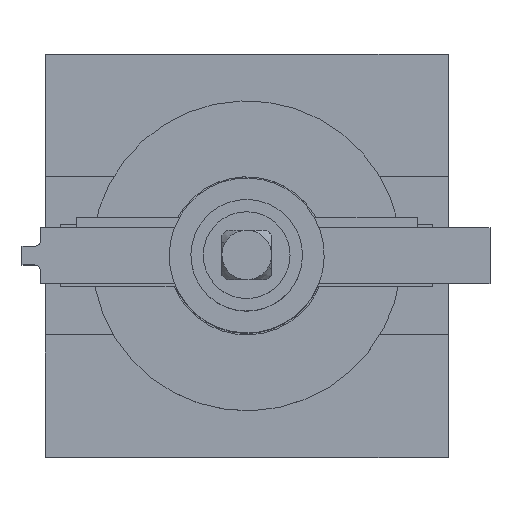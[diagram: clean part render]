
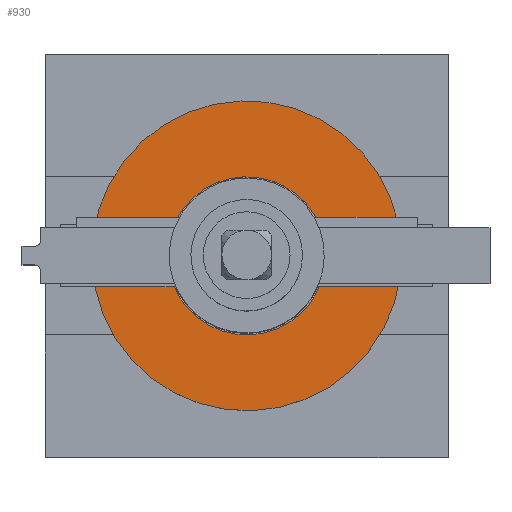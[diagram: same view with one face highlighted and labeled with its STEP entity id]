
A CAD part, top view. The second image highlights one B-rep face of the part: STEP entity #930.
In plain terms, the highlighted face is planar.
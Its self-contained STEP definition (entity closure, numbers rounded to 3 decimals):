
#812=CARTESIAN_POINT('Vertex',(0.,50.,0.)) ;
#817=CARTESIAN_POINT('Axis2P3D Location',(0.,0.,0.)) ;
#821=CARTESIAN_POINT('Vertex',(0.,-50.,0.)) ;
#843=CARTESIAN_POINT('Axis2P3D Location',(0.,0.,0.)) ;
#878=CARTESIAN_POINT('Vertex',(0.,25.5,0.)) ;
#881=CARTESIAN_POINT('Axis2P3D Location',(0.,0.,0.)) ;
#885=CARTESIAN_POINT('Vertex',(0.,-25.5,0.)) ;
#905=CARTESIAN_POINT('Axis2P3D Location',(0.,0.,0.)) ;
#917=CARTESIAN_POINT('Axis2P3D Location',(0.,0.,0.)) ;
#818=DIRECTION('Axis2P3D Direction',(1.,0.,0.)) ;
#844=DIRECTION('Axis2P3D Direction',(1.,0.,0.)) ;
#882=DIRECTION('Axis2P3D Direction',(1.,0.,0.)) ;
#906=DIRECTION('Axis2P3D Direction',(1.,0.,0.)) ;
#918=DIRECTION('Axis2P3D Direction',(1.,0.,0.)) ;
#919=DIRECTION('Axis2P3D XDirection',(0.,1.,0.)) ;
#819=AXIS2_PLACEMENT_3D('Circle Axis2P3D',#817,#818,$) ;
#845=AXIS2_PLACEMENT_3D('Circle Axis2P3D',#843,#844,$) ;
#883=AXIS2_PLACEMENT_3D('Circle Axis2P3D',#881,#882,$) ;
#907=AXIS2_PLACEMENT_3D('Circle Axis2P3D',#905,#906,$) ;
#920=AXIS2_PLACEMENT_3D('Plane Axis2P3D',#917,#918,#919) ;
#923=ORIENTED_EDGE('',*,*,#847,.F.) ;
#924=ORIENTED_EDGE('',*,*,#823,.F.) ;
#927=ORIENTED_EDGE('',*,*,#909,.T.) ;
#928=ORIENTED_EDGE('',*,*,#887,.T.) ;
#929=FACE_BOUND('',#926,.T.) ;
#930=ADVANCED_FACE('PartBody',(#925,#929),#921,.F.) ;
#820=CIRCLE('generated circle',#819,50.) ;
#846=CIRCLE('generated circle',#845,50.) ;
#884=CIRCLE('generated circle',#883,25.5) ;
#908=CIRCLE('generated circle',#907,25.5) ;
#823=EDGE_CURVE('',#813,#822,#820,.T.) ;
#847=EDGE_CURVE('',#822,#813,#846,.T.) ;
#887=EDGE_CURVE('',#886,#879,#884,.T.) ;
#909=EDGE_CURVE('',#879,#886,#908,.T.) ;
#922=EDGE_LOOP('',(#923,#924)) ;
#926=EDGE_LOOP('',(#927,#928)) ;
#925=FACE_OUTER_BOUND('',#922,.T.) ;
#921=PLANE('Plane',#920) ;
#813=VERTEX_POINT('',#812) ;
#822=VERTEX_POINT('',#821) ;
#879=VERTEX_POINT('',#878) ;
#886=VERTEX_POINT('',#885) ;
